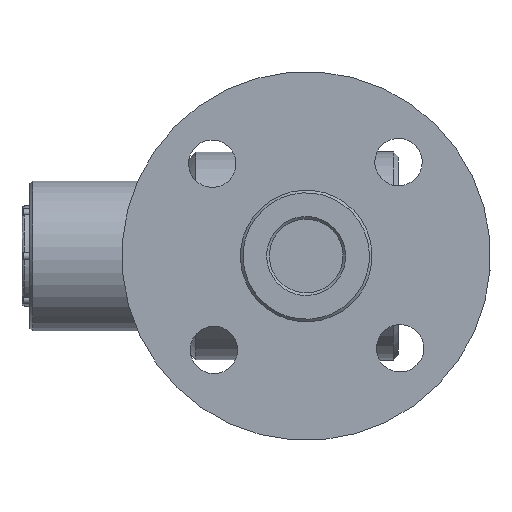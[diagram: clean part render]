
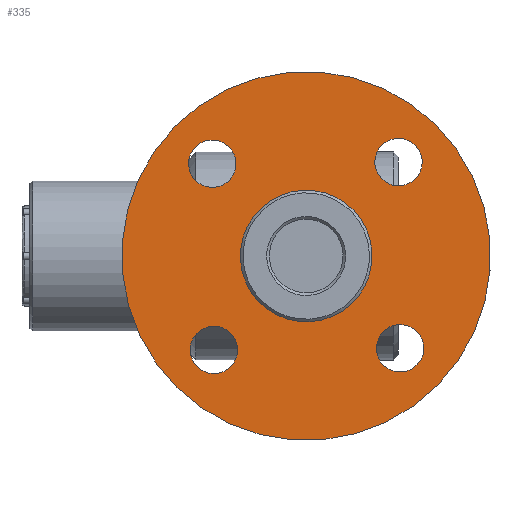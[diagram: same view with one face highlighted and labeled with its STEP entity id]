
A CAD part, left-side view. The second image highlights one B-rep face of the part: STEP entity #335.
In plain terms, the highlighted face is planar.
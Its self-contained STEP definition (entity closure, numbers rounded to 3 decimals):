
#1 = FACE_BOUND ( 'NONE', #3338, .T. ) ;
#112 = CARTESIAN_POINT ( 'NONE',  ( 9., 50., 0. ) ) ;
#131 = ORIENTED_EDGE ( 'NONE', *, *, #1565, .F. ) ;
#156 = ORIENTED_EDGE ( 'NONE', *, *, #2750, .T. ) ;
#194 = CIRCLE ( 'NONE', #691, 9. ) ;
#240 = FACE_BOUND ( 'NONE', #730, .T. ) ;
#268 = EDGE_LOOP ( 'NONE', ( #2383 ) ) ;
#298 = CARTESIAN_POINT ( 'NONE',  ( 0., -50., 0. ) ) ;
#335 = ADVANCED_FACE ( 'NONE', ( #3549, #1, #864, #240, #2972, #3592 ), #592, .F. ) ;
#452 = DIRECTION ( 'NONE',  ( 0., 0., 1. ) ) ;
#549 = VERTEX_POINT ( 'NONE', #1804 ) ;
#592 = PLANE ( 'NONE',  #2432 ) ;
#630 = DIRECTION ( 'NONE',  ( 0., 0., 1. ) ) ;
#681 = DIRECTION ( 'NONE',  ( 0., 0., 1. ) ) ;
#691 = AXIS2_PLACEMENT_3D ( 'NONE', #298, #630, #2987 ) ;
#730 = EDGE_LOOP ( 'NONE', ( #1208 ) ) ;
#732 = DIRECTION ( 'NONE',  ( 0., 0., 1. ) ) ;
#846 = AXIS2_PLACEMENT_3D ( 'NONE', #3599, #452, #2153 ) ;
#864 = FACE_BOUND ( 'NONE', #1542, .T. ) ;
#874 = ORIENTED_EDGE ( 'NONE', *, *, #1050, .T. ) ;
#879 = VERTEX_POINT ( 'NONE', #1826 ) ;
#971 = VERTEX_POINT ( 'NONE', #3451 ) ;
#1050 = EDGE_CURVE ( 'NONE', #971, #971, #1934, .T. ) ;
#1139 = CARTESIAN_POINT ( 'NONE',  ( 0., 0., 0. ) ) ;
#1208 = ORIENTED_EDGE ( 'NONE', *, *, #3027, .T. ) ;
#1321 = AXIS2_PLACEMENT_3D ( 'NONE', #2144, #681, #3363 ) ;
#1542 = EDGE_LOOP ( 'NONE', ( #3535 ) ) ;
#1559 = VERTEX_POINT ( 'NONE', #112 ) ;
#1565 = EDGE_CURVE ( 'NONE', #3066, #3066, #1936, .T. ) ;
#1629 = VERTEX_POINT ( 'NONE', #1942 ) ;
#1663 = AXIS2_PLACEMENT_3D ( 'NONE', #2501, #2517, #3713 ) ;
#1740 = CIRCLE ( 'NONE', #3149, 9. ) ;
#1804 = CARTESIAN_POINT ( 'NONE',  ( -41., 0., 0. ) ) ;
#1807 = DIRECTION ( 'NONE',  ( 0., 0., 1. ) ) ;
#1826 = CARTESIAN_POINT ( 'NONE',  ( 20.75, 0., 0. ) ) ;
#1895 = EDGE_CURVE ( 'NONE', #1559, #1559, #1740, .T. ) ;
#1934 = CIRCLE ( 'NONE', #3344, 9. ) ;
#1936 = CIRCLE ( 'NONE', #846, 70. ) ;
#1942 = CARTESIAN_POINT ( 'NONE',  ( 9., -50., 0. ) ) ;
#2035 = EDGE_LOOP ( 'NONE', ( #156 ) ) ;
#2144 = CARTESIAN_POINT ( 'NONE',  ( -50., 0., 0. ) ) ;
#2153 = DIRECTION ( 'NONE',  ( 1., 0., 0. ) ) ;
#2350 = DIRECTION ( 'NONE',  ( 1., 0., 0. ) ) ;
#2383 = ORIENTED_EDGE ( 'NONE', *, *, #3337, .T. ) ;
#2432 = AXIS2_PLACEMENT_3D ( 'NONE', #1139, #1807, #2350 ) ;
#2501 = CARTESIAN_POINT ( 'NONE',  ( 0., 0., 0. ) ) ;
#2516 = DIRECTION ( 'NONE',  ( 1., 0., 0. ) ) ;
#2517 = DIRECTION ( 'NONE',  ( 0., 0., 1. ) ) ;
#2750 = EDGE_CURVE ( 'NONE', #1629, #1629, #194, .T. ) ;
#2819 = CIRCLE ( 'NONE', #1663, 20.75 ) ;
#2892 = DIRECTION ( 'NONE',  ( 0., 0., 1. ) ) ;
#2900 = EDGE_LOOP ( 'NONE', ( #131 ) ) ;
#2915 = CARTESIAN_POINT ( 'NONE',  ( 50., 0., 0. ) ) ;
#2972 = FACE_BOUND ( 'NONE', #268, .T. ) ;
#2987 = DIRECTION ( 'NONE',  ( 1., 0., 0. ) ) ;
#3027 = EDGE_CURVE ( 'NONE', #549, #549, #3065, .T. ) ;
#3065 = CIRCLE ( 'NONE', #1321, 9. ) ;
#3066 = VERTEX_POINT ( 'NONE', #3414 ) ;
#3149 = AXIS2_PLACEMENT_3D ( 'NONE', #3776, #732, #2516 ) ;
#3208 = DIRECTION ( 'NONE',  ( 1., 0., 0. ) ) ;
#3337 = EDGE_CURVE ( 'NONE', #879, #879, #2819, .T. ) ;
#3338 = EDGE_LOOP ( 'NONE', ( #874 ) ) ;
#3344 = AXIS2_PLACEMENT_3D ( 'NONE', #2915, #2892, #3208 ) ;
#3363 = DIRECTION ( 'NONE',  ( 1., 0., 0. ) ) ;
#3414 = CARTESIAN_POINT ( 'NONE',  ( 70., 0., 0. ) ) ;
#3451 = CARTESIAN_POINT ( 'NONE',  ( 59., 0., 0. ) ) ;
#3535 = ORIENTED_EDGE ( 'NONE', *, *, #1895, .T. ) ;
#3549 = FACE_BOUND ( 'NONE', #2035, .T. ) ;
#3592 = FACE_OUTER_BOUND ( 'NONE', #2900, .T. ) ;
#3599 = CARTESIAN_POINT ( 'NONE',  ( 0., 0., 0. ) ) ;
#3713 = DIRECTION ( 'NONE',  ( 1., 0., 0. ) ) ;
#3776 = CARTESIAN_POINT ( 'NONE',  ( 0., 50., 0. ) ) ;
